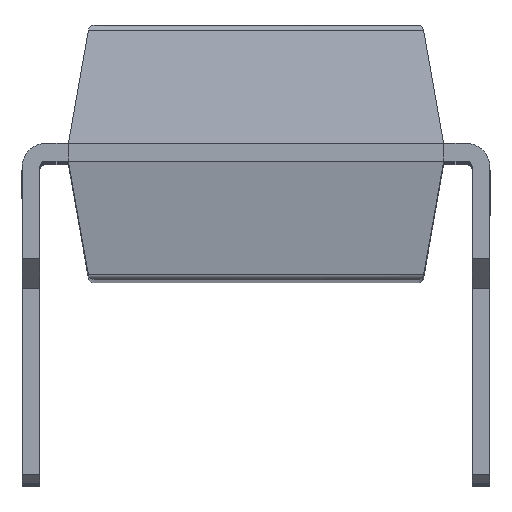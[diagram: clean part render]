
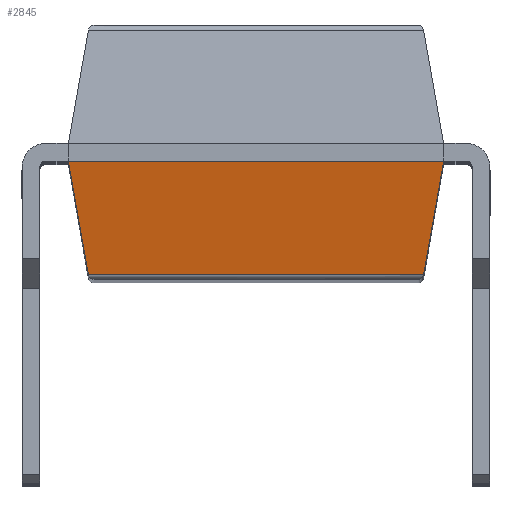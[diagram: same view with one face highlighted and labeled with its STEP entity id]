
A CAD part, top view. The second image highlights one B-rep face of the part: STEP entity #2845.
In plain terms, the highlighted planar face has unit normal (0, -0.174, 0.985).
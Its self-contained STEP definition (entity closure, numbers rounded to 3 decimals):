
#2604 = VERTEX_POINT ( 'NONE', #21655 ) ;
#2663 = EDGE_CURVE ( 'NONE', #2604, #2664, #6283, .T. ) ;
#2664 = VERTEX_POINT ( 'NONE', #6334 ) ;
#2697 = EDGE_CURVE ( 'NONE', #2604, #2754, #6400, .T. ) ;
#2754 = VERTEX_POINT ( 'NONE', #6539 ) ;
#2775 = EDGE_CURVE ( 'NONE', #2776, #2664, #6601, .T. ) ;
#2776 = VERTEX_POINT ( 'NONE', #6597 ) ;
#2822 = ORIENTED_EDGE ( 'NONE', *, *, #2823, .T. ) ;
#2823 = EDGE_CURVE ( 'NONE', #2754, #2776, #6659, .T. ) ;
#2831 = ORIENTED_EDGE ( 'NONE', *, *, #2775, .T. ) ;
#2832 = ORIENTED_EDGE ( 'NONE', *, *, #2663, .F. ) ;
#2845 = ADVANCED_FACE ( 'NONE', ( #6675 ), #6711, .T. ) ;
#2846 = EDGE_LOOP ( 'NONE', ( #2847, #2822, #2831, #2832 ) ) ;
#2847 = ORIENTED_EDGE ( 'NONE', *, *, #2697, .T. ) ;
#6283 = LINE ( 'NONE', #6337, #6336 ) ;
#6334 = CARTESIAN_POINT ( 'NONE',  ( 3.175, 2.15, 17.78 ) ) ;
#6335 = DIRECTION ( 'NONE',  ( 1., 0., 0. ) ) ;
#6336 = VECTOR ( 'NONE', #6335, 1000. ) ;
#6337 = CARTESIAN_POINT ( 'NONE',  ( 3.175, 2.15, 17.78 ) ) ;
#6398 = DIRECTION ( 'NONE',  ( 0.171, -0.97, -0.171 ) ) ;
#6399 = CARTESIAN_POINT ( 'NONE',  ( -3.175, 2.15, 17.78 ) ) ;
#6400 = LINE ( 'NONE', #6399, #6457 ) ;
#6457 = VECTOR ( 'NONE', #6398, 1000. ) ;
#6539 = CARTESIAN_POINT ( 'NONE',  ( -2.837, 0.233, 17.442 ) ) ;
#6597 = CARTESIAN_POINT ( 'NONE',  ( 2.837, 0.233, 17.442 ) ) ;
#6598 = DIRECTION ( 'NONE',  ( 0.171, 0.97, 0.171 ) ) ;
#6599 = VECTOR ( 'NONE', #6598, 1000. ) ;
#6600 = CARTESIAN_POINT ( 'NONE',  ( 3.175, 2.15, 17.78 ) ) ;
#6601 = LINE ( 'NONE', #6600, #6599 ) ;
#6656 = DIRECTION ( 'NONE',  ( 1., 0., 0. ) ) ;
#6657 = VECTOR ( 'NONE', #6656, 1000. ) ;
#6658 = CARTESIAN_POINT ( 'NONE',  ( -3.175, 0.233, 17.442 ) ) ;
#6659 = LINE ( 'NONE', #6658, #6657 ) ;
#6675 = FACE_OUTER_BOUND ( 'NONE', #2846, .T. ) ;
#6707 = DIRECTION ( 'NONE',  ( 0., -0.985, -0.174 ) ) ;
#6708 = DIRECTION ( 'NONE',  ( 0., -0.174, 0.985 ) ) ;
#6709 = CARTESIAN_POINT ( 'NONE',  ( -3.175, 2.15, 17.78 ) ) ;
#6710 = AXIS2_PLACEMENT_3D ( 'NONE', #6709, #6708, #6707 ) ;
#6711 = PLANE ( 'NONE',  #6710 ) ;
#21655 = CARTESIAN_POINT ( 'NONE',  ( -3.175, 2.15, 17.78 ) ) ;
